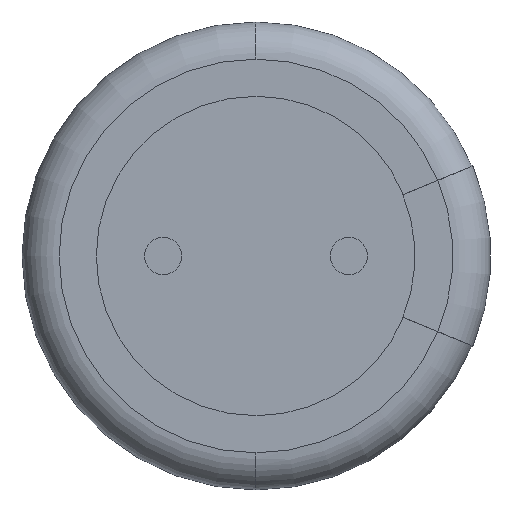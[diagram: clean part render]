
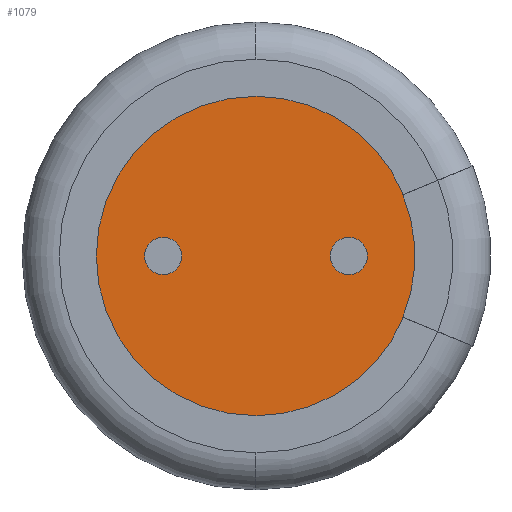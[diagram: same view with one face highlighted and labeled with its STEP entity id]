
A CAD part, front view. The second image highlights one B-rep face of the part: STEP entity #1079.
In plain terms, the highlighted planar face has unit normal (0, -1, 0).
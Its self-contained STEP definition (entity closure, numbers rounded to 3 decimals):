
#18 = CARTESIAN_POINT ( 'NONE',  ( -0.01, 0.3, 0. ) ) ;
#25 = ORIENTED_EDGE ( 'NONE', *, *, #983, .F. ) ;
#64 = VERTEX_POINT ( 'NONE', #1761 ) ;
#81 = CARTESIAN_POINT ( 'NONE',  ( 0., 0.3, 2.15 ) ) ;
#118 = CARTESIAN_POINT ( 'NONE',  ( 1.985, 0.3, 0.826 ) ) ;
#130 = CIRCLE ( 'NONE', #1349, 2.15 ) ;
#140 = ORIENTED_EDGE ( 'NONE', *, *, #443, .F. ) ;
#143 = EDGE_CURVE ( 'NONE', #1369, #994, #713, .T. ) ;
#170 = CARTESIAN_POINT ( 'NONE',  ( 0., 0.3, 0. ) ) ;
#174 = FACE_BOUND ( 'NONE', #1189, .T. ) ;
#204 = DIRECTION ( 'NONE',  ( 0., 0., -1. ) ) ;
#232 = CARTESIAN_POINT ( 'NONE',  ( -1.25, 0.3, 0.25 ) ) ;
#243 = LINE ( 'NONE', #1193, #1108 ) ;
#257 = EDGE_CURVE ( 'NONE', #994, #996, #130, .T. ) ;
#258 = EDGE_CURVE ( 'NONE', #64, #697, #1892, .T. ) ;
#284 = CARTESIAN_POINT ( 'NONE',  ( 0., 0.3, 0. ) ) ;
#337 = DIRECTION ( 'NONE',  ( 0., 0., -1. ) ) ;
#426 = CIRCLE ( 'NONE', #1194, 2.15 ) ;
#443 = EDGE_CURVE ( 'NONE', #934, #1241, #243, .T. ) ;
#455 = EDGE_CURVE ( 'NONE', #934, #1369, #426, .T. ) ;
#457 = DIRECTION ( 'NONE',  ( 0., 0., -1. ) ) ;
#460 = AXIS2_PLACEMENT_3D ( 'NONE', #18, #1228, #204 ) ;
#482 = EDGE_CURVE ( 'NONE', #996, #2038, #1984, .T. ) ;
#505 = PLANE ( 'NONE',  #2164 ) ;
#548 = EDGE_CURVE ( 'NONE', #2038, #1241, #1923, .T. ) ;
#607 = CARTESIAN_POINT ( 'NONE',  ( 1.25, 0.3, -0.25 ) ) ;
#630 = DIRECTION ( 'NONE',  ( 0., -1., 0. ) ) ;
#637 = FACE_OUTER_BOUND ( 'NONE', #1749, .T. ) ;
#661 = CARTESIAN_POINT ( 'NONE',  ( -1.25, 0.3, 0. ) ) ;
#673 = VECTOR ( 'NONE', #1538, 1000. ) ;
#674 = CARTESIAN_POINT ( 'NONE',  ( 1.25, 0.3, 0. ) ) ;
#682 = DIRECTION ( 'NONE',  ( 0., -1., 0. ) ) ;
#697 = VERTEX_POINT ( 'NONE', #232 ) ;
#713 = CIRCLE ( 'NONE', #1847, 2.15 ) ;
#720 = CARTESIAN_POINT ( 'NONE',  ( 1.976, 0.3, 0.823 ) ) ;
#723 = ORIENTED_EDGE ( 'NONE', *, *, #548, .T. ) ;
#754 = ORIENTED_EDGE ( 'NONE', *, *, #143, .T. ) ;
#812 = DIRECTION ( 'NONE',  ( 0., -1., 0. ) ) ;
#837 = DIRECTION ( 'NONE',  ( 0., 0., -1. ) ) ;
#854 = DIRECTION ( 'NONE',  ( 0., 0., 1. ) ) ;
#865 = EDGE_CURVE ( 'NONE', #884, #1405, #1712, .T. ) ;
#884 = VERTEX_POINT ( 'NONE', #2160 ) ;
#905 = AXIS2_PLACEMENT_3D ( 'NONE', #661, #1853, #837 ) ;
#934 = VERTEX_POINT ( 'NONE', #118 ) ;
#939 = CARTESIAN_POINT ( 'NONE',  ( 0., 0.3, 0. ) ) ;
#983 = EDGE_CURVE ( 'NONE', #697, #64, #1653, .T. ) ;
#994 = VERTEX_POINT ( 'NONE', #1684 ) ;
#996 = VERTEX_POINT ( 'NONE', #1845 ) ;
#1011 = ORIENTED_EDGE ( 'NONE', *, *, #482, .T. ) ;
#1027 = DIRECTION ( 'NONE',  ( -0.924, 0., -0.383 ) ) ;
#1037 = EDGE_CURVE ( 'NONE', #1405, #884, #1151, .T. ) ;
#1079 = ADVANCED_FACE ( 'NONE', ( #637, #174, #1937 ), #505, .T. ) ;
#1108 = VECTOR ( 'NONE', #1027, 1000. ) ;
#1113 = DIRECTION ( 'NONE',  ( 0., 0., -1. ) ) ;
#1143 = ORIENTED_EDGE ( 'NONE', *, *, #455, .T. ) ;
#1151 = CIRCLE ( 'NONE', #1356, 0.25 ) ;
#1189 = EDGE_LOOP ( 'NONE', ( #25, #1997 ) ) ;
#1193 = CARTESIAN_POINT ( 'NONE',  ( -0.001, 0.3, 0.004 ) ) ;
#1194 = AXIS2_PLACEMENT_3D ( 'NONE', #1710, #682, #1876 ) ;
#1228 = DIRECTION ( 'NONE',  ( 0., -1., 0. ) ) ;
#1241 = VERTEX_POINT ( 'NONE', #720 ) ;
#1289 = AXIS2_PLACEMENT_3D ( 'NONE', #1650, #630, #1818 ) ;
#1349 = AXIS2_PLACEMENT_3D ( 'NONE', #284, #1491, #457 ) ;
#1356 = AXIS2_PLACEMENT_3D ( 'NONE', #674, #1865, #854 ) ;
#1366 = DIRECTION ( 'NONE',  ( 0., -1., 0. ) ) ;
#1369 = VERTEX_POINT ( 'NONE', #81 ) ;
#1374 = CARTESIAN_POINT ( 'NONE',  ( -0.001, 0.3, -0.004 ) ) ;
#1405 = VERTEX_POINT ( 'NONE', #607 ) ;
#1417 = ORIENTED_EDGE ( 'NONE', *, *, #1037, .F. ) ;
#1491 = DIRECTION ( 'NONE',  ( 0., -1., 0. ) ) ;
#1504 = ORIENTED_EDGE ( 'NONE', *, *, #865, .F. ) ;
#1538 = DIRECTION ( 'NONE',  ( -0.924, 0., 0.383 ) ) ;
#1578 = AXIS2_PLACEMENT_3D ( 'NONE', #1830, #812, #1998 ) ;
#1599 = CARTESIAN_POINT ( 'NONE',  ( 1.976, 0.3, -0.823 ) ) ;
#1650 = CARTESIAN_POINT ( 'NONE',  ( 1.25, 0.3, 0. ) ) ;
#1653 = CIRCLE ( 'NONE', #905, 0.25 ) ;
#1684 = CARTESIAN_POINT ( 'NONE',  ( 0., 0.3, -2.15 ) ) ;
#1694 = EDGE_LOOP ( 'NONE', ( #1504, #1417 ) ) ;
#1710 = CARTESIAN_POINT ( 'NONE',  ( 0., 0.3, 0. ) ) ;
#1712 = CIRCLE ( 'NONE', #1289, 0.25 ) ;
#1749 = EDGE_LOOP ( 'NONE', ( #140, #1143, #754, #1906, #1011, #723 ) ) ;
#1761 = CARTESIAN_POINT ( 'NONE',  ( -1.25, 0.3, -0.25 ) ) ;
#1818 = DIRECTION ( 'NONE',  ( 0., 0., 1. ) ) ;
#1830 = CARTESIAN_POINT ( 'NONE',  ( -1.25, 0.3, 0. ) ) ;
#1845 = CARTESIAN_POINT ( 'NONE',  ( 1.985, 0.3, -0.826 ) ) ;
#1847 = AXIS2_PLACEMENT_3D ( 'NONE', #939, #2129, #1113 ) ;
#1853 = DIRECTION ( 'NONE',  ( 0., -1., 0. ) ) ;
#1865 = DIRECTION ( 'NONE',  ( 0., -1., 0. ) ) ;
#1876 = DIRECTION ( 'NONE',  ( 0., 0., -1. ) ) ;
#1892 = CIRCLE ( 'NONE', #1578, 0.25 ) ;
#1906 = ORIENTED_EDGE ( 'NONE', *, *, #257, .T. ) ;
#1923 = CIRCLE ( 'NONE', #460, 2.15 ) ;
#1937 = FACE_BOUND ( 'NONE', #1694, .T. ) ;
#1984 = LINE ( 'NONE', #1374, #673 ) ;
#1997 = ORIENTED_EDGE ( 'NONE', *, *, #258, .F. ) ;
#1998 = DIRECTION ( 'NONE',  ( 0., 0., -1. ) ) ;
#2038 = VERTEX_POINT ( 'NONE', #1599 ) ;
#2129 = DIRECTION ( 'NONE',  ( 0., -1., 0. ) ) ;
#2160 = CARTESIAN_POINT ( 'NONE',  ( 1.25, 0.3, 0.25 ) ) ;
#2164 = AXIS2_PLACEMENT_3D ( 'NONE', #170, #1366, #337 ) ;
